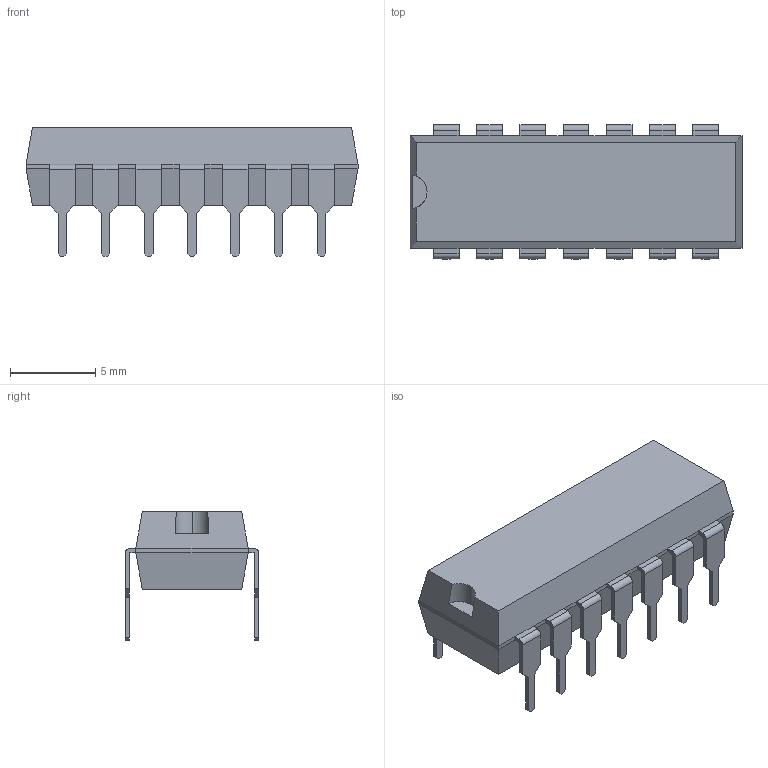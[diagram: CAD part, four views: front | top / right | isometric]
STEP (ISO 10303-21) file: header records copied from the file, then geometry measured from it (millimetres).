
FILE_DESCRIPTION (( 'STEP AP214' ), '1' );
FILE_NAME ('User Library-DIP14-300.STEP', '2019-08-29T12:07:24', ( '' ), ( '' ), 'SwSTEP 2.0', 'SolidWorks 2019', '' );
FILE_SCHEMA (( 'AUTOMOTIVE_DESIGN' ));
Length unit declared in the file: millimetre
Products named in the file (1): User Library-DIP14-300
Bounding box: 19.5 x 7.87 x 7.57 mm (x, y, z)
Volume: 564.9 mm3; surface area: 653.9 mm2
Topology: 1 solids, 1 shells, 241 faces, 653 edges, 414 vertices
Faces by surface type: plane 211, cylinder 30
Entity records: 7770 total; most frequent: CARTESIAN_POINT 1315, ORIENTED_EDGE 1306, DIRECTION 1195, EDGE_CURVE 653, VECTOR 591, LINE 591, VERTEX_POINT 414, AXIS2_PLACEMENT_3D 302
